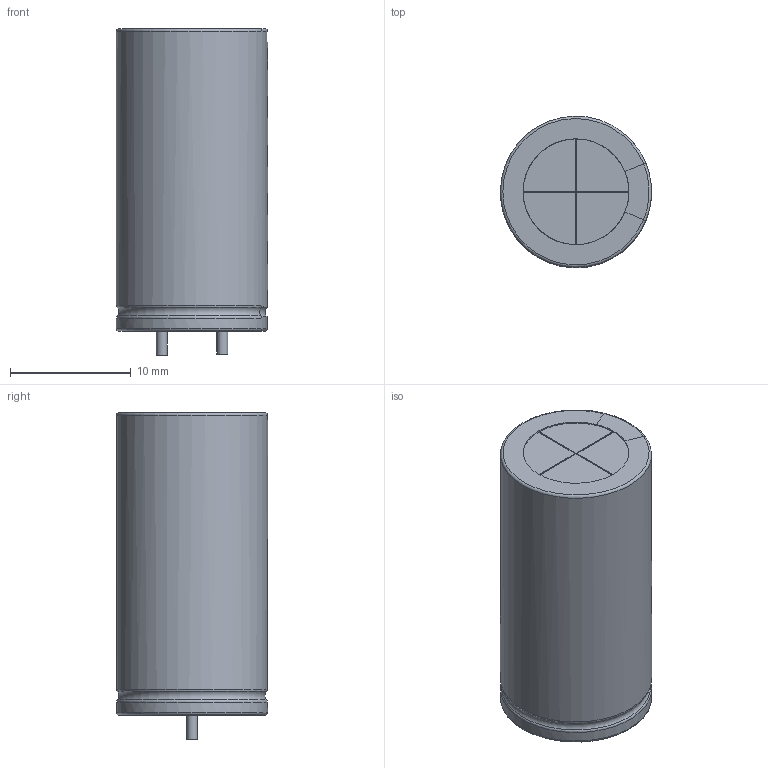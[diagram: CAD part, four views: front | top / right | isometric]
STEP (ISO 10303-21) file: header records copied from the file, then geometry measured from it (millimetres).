
FILE_DESCRIPTION(/* description */ ('model of CP_Radial_D12.5mm_P5.00mm_H25.0mm'),/* implementation_level */ '2;1');
FILE_NAME(/* name */ 'CP_Radial_D12.5mm_P5.00mm_H25.0mm.step',/* author */ ('KiCAD','kicad'),/* organization */ ('OCCT'),/* preprocessor_version */ '',/* originating_system */ 'KiCAD',/* authorisation */ '');
FILE_SCHEMA(('AUTOMOTIVE_DESIGN { 1 0 10303 214 1 1 1 1 }'));
Length unit declared in the file: millimetre
Products named in the file (1): CP_Radial_D12.5mm_P5.00mm_H25.0mm
Bounding box: 12.5 x 12.5 x 27 mm (x, y, z)
Volume: 3041.1 mm3; surface area: 1370.9 mm2
Topology: 1 solids, 2 shells, 54 faces, 156 edges, 113 vertices
Faces by surface type: plane 27, cylinder 18, torus 7, bspline 2
Full cylindrical faces by diameter (mm): 0.9 x2
Entity records: 1720 total; most frequent: CARTESIAN_POINT 630, ORIENTED_EDGE 269, EDGE_CURVE 156, VERTEX_POINT 113, AXIS2_PLACEMENT_3D 66, FACE_BOUND 61, EDGE_LOOP 61, LINE 57
